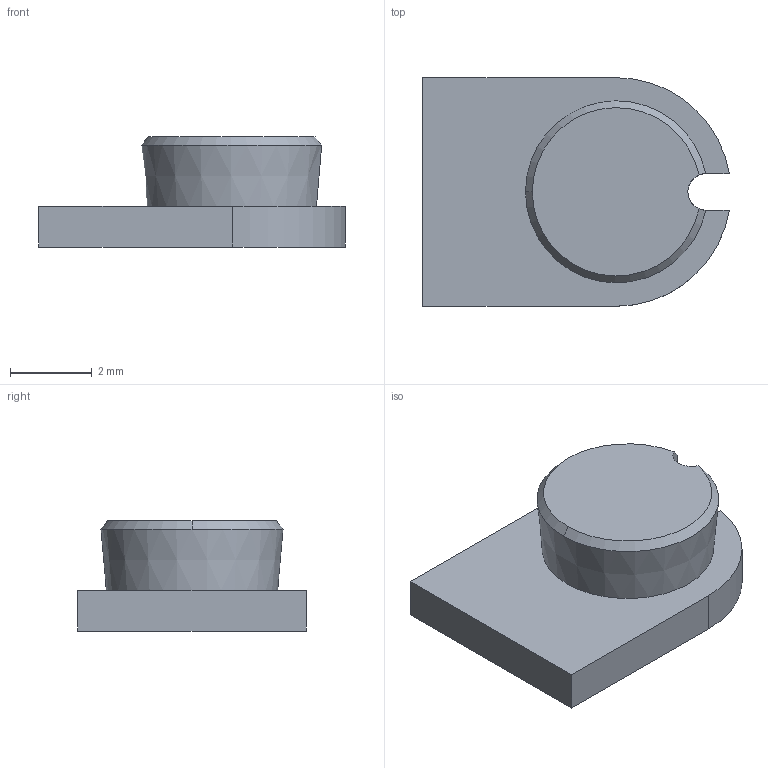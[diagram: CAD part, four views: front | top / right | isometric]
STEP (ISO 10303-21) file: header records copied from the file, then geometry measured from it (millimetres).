
FILE_DESCRIPTION (( 'STEP AP203' ), '1' );
FILE_NAME ('Speaker Plug REF2016.STEP', '2025-11-29T16:59:57', ( '' ), ( '' ), 'SwSTEP 2.0', 'SolidWorks 2025', '' );
FILE_SCHEMA (( 'CONFIG_CONTROL_DESIGN' ));
Length unit declared in the file: millimetre
Products named in the file (1): Speaker Plug REF2016
Bounding box: 7.51 x 5.6 x 2.7 mm (x, y, z)
Volume: 62.6 mm3; surface area: 125.8 mm2
Topology: 1 solids, 1 shells, 14 faces, 36 edges, 24 vertices
Faces by surface type: plane 8, cone 3, cylinder 3
Entity records: 518 total; most frequent: CARTESIAN_POINT 93, DIRECTION 75, ORIENTED_EDGE 72, EDGE_CURVE 36, AXIS2_PLACEMENT_3D 28, VERTEX_POINT 24, LINE 19, VECTOR 19
